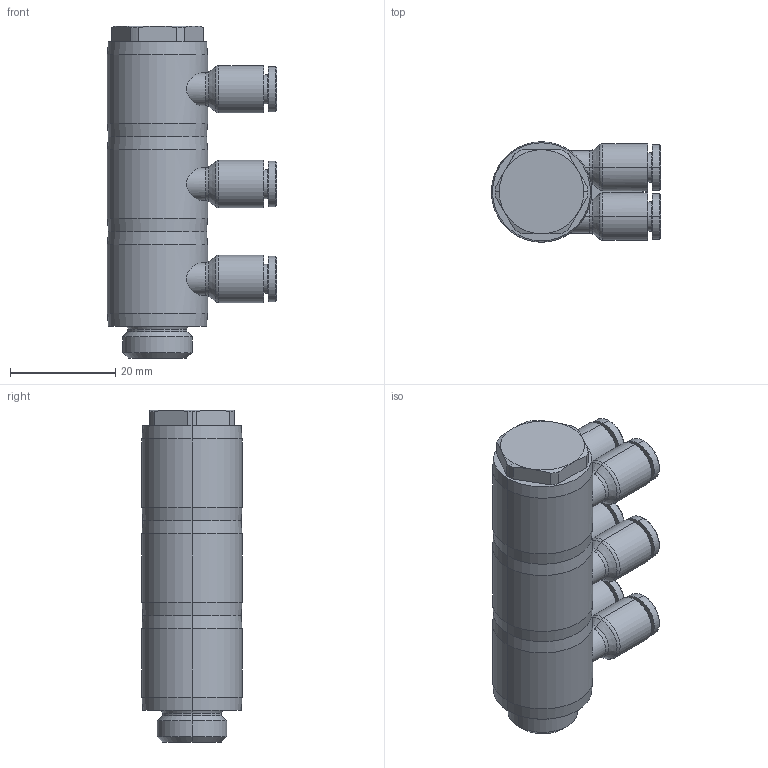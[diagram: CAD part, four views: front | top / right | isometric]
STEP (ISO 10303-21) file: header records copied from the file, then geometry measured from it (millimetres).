
FILE_DESCRIPTION((''),'2;1');
FILE_NAME('GPA_04G02(3)(3D).stp','2012-12-20T11:17:12',(''),(''),'Mechanical Desktop.R8.0.24.0','Mechanical Desktop.R8.0.24.0',', , ');
FILE_SCHEMA(('CONFIG_CONTROL_DESIGN'));
Length unit declared in the file: millimetre
Products named in the file (2): GPA_04G02(3)(3D); 睡ヶ1
Assembly tree (1 placements, depth 2):
  GPA_04G02(3)(3D)
    睡ヶ1
Bounding box: 32.1 x 19 x 63 mm (x, y, z)
Volume: 16942.7 mm3; surface area: 14612.2 mm2
Topology: 1 solids, 1 shells, 2445 faces, 6864 edges, 4526 vertices
Faces by surface type: plane 2001, bspline 174, cylinder 142, cone 110, torus 18
Entity records: 80614 total; most frequent: CARTESIAN_POINT 17612, ORIENTED_EDGE 13724, DIRECTION 12069, EDGE_CURVE 6862, VECTOR 6039, LINE 6039, VERTEX_POINT 4526, AXIS2_PLACEMENT_3D 3015
